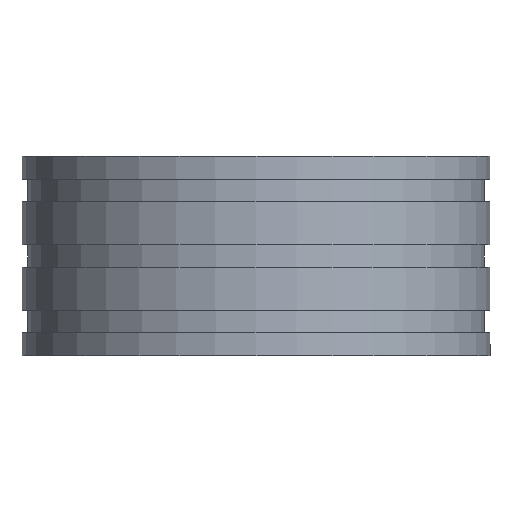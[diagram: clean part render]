
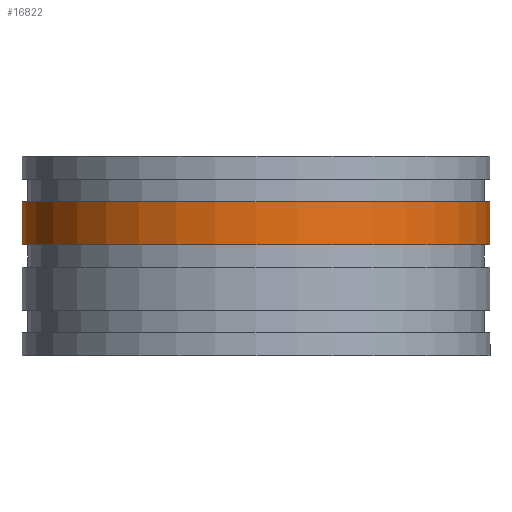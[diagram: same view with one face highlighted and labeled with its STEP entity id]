
A CAD part, front view. The second image highlights one B-rep face of the part: STEP entity #16822.
In plain terms, the highlighted cylindrical face has radius 41.1 mm (diameter 82.2 mm), a partial arc.
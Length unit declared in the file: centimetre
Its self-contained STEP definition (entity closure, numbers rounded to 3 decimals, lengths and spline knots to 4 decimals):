
#299 = DIRECTION ( 'NONE',  ( -1., 0., 0. ) ) ;
#858 = VERTEX_POINT ( 'NONE', #6924 ) ;
#914 = AXIS2_PLACEMENT_3D ( 'NONE', #2469, #16823, #299 ) ;
#2469 = CARTESIAN_POINT ( 'NONE',  ( 0., 0., -0.8 ) ) ;
#2556 = CARTESIAN_POINT ( 'NONE',  ( 0., 0., -1.55 ) ) ;
#5005 = CARTESIAN_POINT ( 'NONE',  ( 0., 0., 0. ) ) ;
#5447 = CARTESIAN_POINT ( 'NONE',  ( -4.11, 0., -1.55 ) ) ;
#5739 = ORIENTED_EDGE ( 'NONE', *, *, #16821, .T. ) ;
#6924 = CARTESIAN_POINT ( 'NONE',  ( 4.11, 0., -1.55 ) ) ;
#7308 = DIRECTION ( 'NONE',  ( 1., 0., 0. ) ) ;
#9737 = CIRCLE ( 'NONE', #914, 4.11 ) ;
#9752 = VECTOR ( 'NONE', #22858, 100. ) ;
#10620 = EDGE_LOOP ( 'NONE', ( #21301, #5739, #17502, #23070 ) ) ;
#11141 = CIRCLE ( 'NONE', #14548, 4.11 ) ;
#11893 = DIRECTION ( 'NONE',  ( 0., 0., 1. ) ) ;
#12039 = CYLINDRICAL_SURFACE ( 'NONE', #30155, 4.11 ) ;
#14548 = AXIS2_PLACEMENT_3D ( 'NONE', #2556, #11893, #7308 ) ;
#15545 = EDGE_CURVE ( 'NONE', #16073, #23588, #27734, .T. ) ;
#16073 = VERTEX_POINT ( 'NONE', #5447 ) ;
#16821 = EDGE_CURVE ( 'NONE', #16073, #858, #11141, .T. ) ;
#16822 = ADVANCED_FACE ( 'NONE', ( #25934 ), #12039, .T. ) ;
#16823 = DIRECTION ( 'NONE',  ( 0., 0., -1. ) ) ;
#16948 = VECTOR ( 'NONE', #30183, 100. ) ;
#17502 = ORIENTED_EDGE ( 'NONE', *, *, #24855, .T. ) ;
#19180 = CARTESIAN_POINT ( 'NONE',  ( 4.11, 0., -0.8 ) ) ;
#20266 = LINE ( 'NONE', #22243, #9752 ) ;
#21150 = CARTESIAN_POINT ( 'NONE',  ( -4.11, 0., 0. ) ) ;
#21301 = ORIENTED_EDGE ( 'NONE', *, *, #15545, .F. ) ;
#21349 = DIRECTION ( 'NONE',  ( 1., 0., 0. ) ) ;
#22243 = CARTESIAN_POINT ( 'NONE',  ( 4.11, 0., 0. ) ) ;
#22449 = EDGE_CURVE ( 'NONE', #29414, #23588, #9737, .T. ) ;
#22858 = DIRECTION ( 'NONE',  ( 0., 0., 1. ) ) ;
#23070 = ORIENTED_EDGE ( 'NONE', *, *, #22449, .T. ) ;
#23588 = VERTEX_POINT ( 'NONE', #27368 ) ;
#23636 = DIRECTION ( 'NONE',  ( 0., 0., 1. ) ) ;
#24855 = EDGE_CURVE ( 'NONE', #858, #29414, #20266, .T. ) ;
#25934 = FACE_OUTER_BOUND ( 'NONE', #10620, .T. ) ;
#27368 = CARTESIAN_POINT ( 'NONE',  ( -4.11, 0., -0.8 ) ) ;
#27734 = LINE ( 'NONE', #21150, #16948 ) ;
#29414 = VERTEX_POINT ( 'NONE', #19180 ) ;
#30155 = AXIS2_PLACEMENT_3D ( 'NONE', #5005, #23636, #21349 ) ;
#30183 = DIRECTION ( 'NONE',  ( 0., 0., 1. ) ) ;
